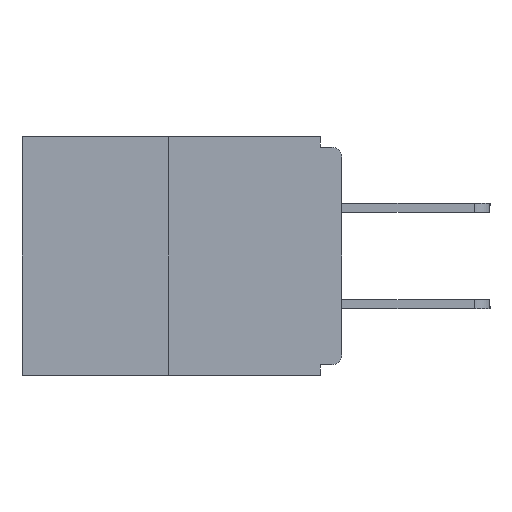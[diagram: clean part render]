
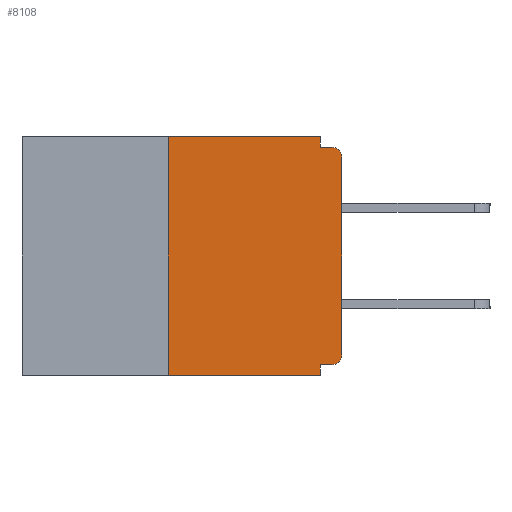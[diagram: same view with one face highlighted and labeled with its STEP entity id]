
A CAD part, left-side view. The second image highlights one B-rep face of the part: STEP entity #8108.
In plain terms, the highlighted planar face has unit normal (-1, 0, 0).
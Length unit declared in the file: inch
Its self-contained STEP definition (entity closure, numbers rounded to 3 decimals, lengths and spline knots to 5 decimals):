
#148 = VECTOR ( 'NONE', #23358, 39.37008 ) ;
#974 = VERTEX_POINT ( 'NONE', #7538 ) ;
#1052 = EDGE_LOOP ( 'NONE', ( #16027, #16674, #15347, #18582, #4820, #18645, #13189, #20641, #1191, #7212 ) ) ;
#1191 = ORIENTED_EDGE ( 'NONE', *, *, #1783, .F. ) ;
#1484 = CARTESIAN_POINT ( 'NONE',  ( 0., 0.031, -0.343 ) ) ;
#1561 = EDGE_CURVE ( 'NONE', #16293, #11337, #3135, .T. ) ;
#1783 = EDGE_CURVE ( 'NONE', #20803, #4776, #20676, .T. ) ;
#2177 = EDGE_CURVE ( 'NONE', #974, #20803, #23006, .T. ) ;
#2252 = DIRECTION ( 'NONE',  ( -1., 0., 0. ) ) ;
#3067 = DIRECTION ( 'NONE',  ( 0., 1., 0. ) ) ;
#3135 = CIRCLE ( 'NONE', #12417, 0.015 ) ;
#3278 = AXIS2_PLACEMENT_3D ( 'NONE', #15222, #3912, #9481 ) ;
#3474 = VERTEX_POINT ( 'NONE', #12414 ) ;
#3806 = EDGE_CURVE ( 'NONE', #6637, #14513, #12390, .T. ) ;
#3811 = DIRECTION ( 'NONE',  ( 0., 0., -1. ) ) ;
#3866 = AXIS2_PLACEMENT_3D ( 'NONE', #20029, #19859, #8839 ) ;
#3912 = DIRECTION ( 'NONE',  ( 1., 0., 0. ) ) ;
#4437 = DIRECTION ( 'NONE',  ( 0., 0., 1. ) ) ;
#4605 = CARTESIAN_POINT ( 'NONE',  ( 0., 0., 0. ) ) ;
#4776 = VERTEX_POINT ( 'NONE', #14576 ) ;
#4820 = ORIENTED_EDGE ( 'NONE', *, *, #22037, .F. ) ;
#4990 = CIRCLE ( 'NONE', #3866, 0.015 ) ;
#5410 = FACE_OUTER_BOUND ( 'NONE', #1052, .T. ) ;
#6090 = VERTEX_POINT ( 'NONE', #11632 ) ;
#6364 = CARTESIAN_POINT ( 'NONE',  ( 0., 0., -0.015 ) ) ;
#6521 = CARTESIAN_POINT ( 'NONE',  ( 0., 0.031, -0.343 ) ) ;
#6637 = VERTEX_POINT ( 'NONE', #23319 ) ;
#7084 = EDGE_CURVE ( 'NONE', #11337, #16378, #16292, .T. ) ;
#7212 = ORIENTED_EDGE ( 'NONE', *, *, #2177, .F. ) ;
#7237 = LINE ( 'NONE', #10911, #9278 ) ;
#7538 = CARTESIAN_POINT ( 'NONE',  ( 0., 0.031, 0. ) ) ;
#8108 = ADVANCED_FACE ( 'NONE', ( #5410 ), #15061, .F. ) ;
#8839 = DIRECTION ( 'NONE',  ( 0., 0., -1. ) ) ;
#9080 = DIRECTION ( 'NONE',  ( 0., -1., 0. ) ) ;
#9278 = VECTOR ( 'NONE', #16894, 39.37008 ) ;
#9481 = DIRECTION ( 'NONE',  ( 0., 0., -1. ) ) ;
#10429 = VECTOR ( 'NONE', #23361, 39.37008 ) ;
#10850 = CARTESIAN_POINT ( 'NONE',  ( 0., 0.46, -0.343 ) ) ;
#10911 = CARTESIAN_POINT ( 'NONE',  ( 0., 0.46, 0. ) ) ;
#11337 = VERTEX_POINT ( 'NONE', #13982 ) ;
#11459 = DIRECTION ( 'NONE',  ( 0., 0., 1. ) ) ;
#11632 = CARTESIAN_POINT ( 'NONE',  ( 0., 0.25, -0.343 ) ) ;
#12246 = LINE ( 'NONE', #20884, #13698 ) ;
#12390 = LINE ( 'NONE', #6521, #148 ) ;
#12414 = CARTESIAN_POINT ( 'NONE',  ( 0., 0.25, 0. ) ) ;
#12417 = AXIS2_PLACEMENT_3D ( 'NONE', #16832, #2252, #3811 ) ;
#13095 = CARTESIAN_POINT ( 'NONE',  ( 0., 0.031, 0. ) ) ;
#13189 = ORIENTED_EDGE ( 'NONE', *, *, #7084, .T. ) ;
#13698 = VECTOR ( 'NONE', #11459, 39.37008 ) ;
#13982 = CARTESIAN_POINT ( 'NONE',  ( 0., 0., -0.313 ) ) ;
#14513 = VERTEX_POINT ( 'NONE', #1484 ) ;
#14516 = EDGE_CURVE ( 'NONE', #16378, #4776, #4990, .T. ) ;
#14576 = CARTESIAN_POINT ( 'NONE',  ( 0., 0.015, -0.015 ) ) ;
#15015 = DIRECTION ( 'NONE',  ( 0., 0., -1. ) ) ;
#15061 = PLANE ( 'NONE',  #3278 ) ;
#15222 = CARTESIAN_POINT ( 'NONE',  ( 0., 0.46, 0. ) ) ;
#15347 = ORIENTED_EDGE ( 'NONE', *, *, #21431, .T. ) ;
#16027 = ORIENTED_EDGE ( 'NONE', *, *, #16149, .F. ) ;
#16149 = EDGE_CURVE ( 'NONE', #3474, #974, #7237, .T. ) ;
#16256 = CARTESIAN_POINT ( 'NONE',  ( 0., 0., -0.328 ) ) ;
#16292 = LINE ( 'NONE', #4605, #20665 ) ;
#16293 = VERTEX_POINT ( 'NONE', #18933 ) ;
#16378 = VERTEX_POINT ( 'NONE', #17379 ) ;
#16401 = LINE ( 'NONE', #10850, #19315 ) ;
#16674 = ORIENTED_EDGE ( 'NONE', *, *, #22301, .F. ) ;
#16832 = CARTESIAN_POINT ( 'NONE',  ( 0., 0.015, -0.313 ) ) ;
#16894 = DIRECTION ( 'NONE',  ( 0., -1., 0. ) ) ;
#17379 = CARTESIAN_POINT ( 'NONE',  ( 0., 0., -0.03 ) ) ;
#18036 = VECTOR ( 'NONE', #15015, 39.37008 ) ;
#18582 = ORIENTED_EDGE ( 'NONE', *, *, #3806, .F. ) ;
#18645 = ORIENTED_EDGE ( 'NONE', *, *, #1561, .T. ) ;
#18693 = LINE ( 'NONE', #16256, #22497 ) ;
#18933 = CARTESIAN_POINT ( 'NONE',  ( 0., 0.015, -0.328 ) ) ;
#19315 = VECTOR ( 'NONE', #9080, 39.37008 ) ;
#19859 = DIRECTION ( 'NONE',  ( -1., 0., 0. ) ) ;
#20029 = CARTESIAN_POINT ( 'NONE',  ( 0., 0.015, -0.03 ) ) ;
#20641 = ORIENTED_EDGE ( 'NONE', *, *, #14516, .T. ) ;
#20665 = VECTOR ( 'NONE', #4437, 39.37008 ) ;
#20676 = LINE ( 'NONE', #6364, #10429 ) ;
#20803 = VERTEX_POINT ( 'NONE', #23294 ) ;
#20884 = CARTESIAN_POINT ( 'NONE',  ( 0., 0.25, 0. ) ) ;
#21431 = EDGE_CURVE ( 'NONE', #6090, #14513, #16401, .T. ) ;
#22037 = EDGE_CURVE ( 'NONE', #16293, #6637, #18693, .T. ) ;
#22301 = EDGE_CURVE ( 'NONE', #6090, #3474, #12246, .T. ) ;
#22497 = VECTOR ( 'NONE', #3067, 39.37008 ) ;
#23006 = LINE ( 'NONE', #13095, #18036 ) ;
#23294 = CARTESIAN_POINT ( 'NONE',  ( 0., 0.031, -0.015 ) ) ;
#23319 = CARTESIAN_POINT ( 'NONE',  ( 0., 0.031, -0.328 ) ) ;
#23358 = DIRECTION ( 'NONE',  ( 0., 0., -1. ) ) ;
#23361 = DIRECTION ( 'NONE',  ( 0., -1., 0. ) ) ;
